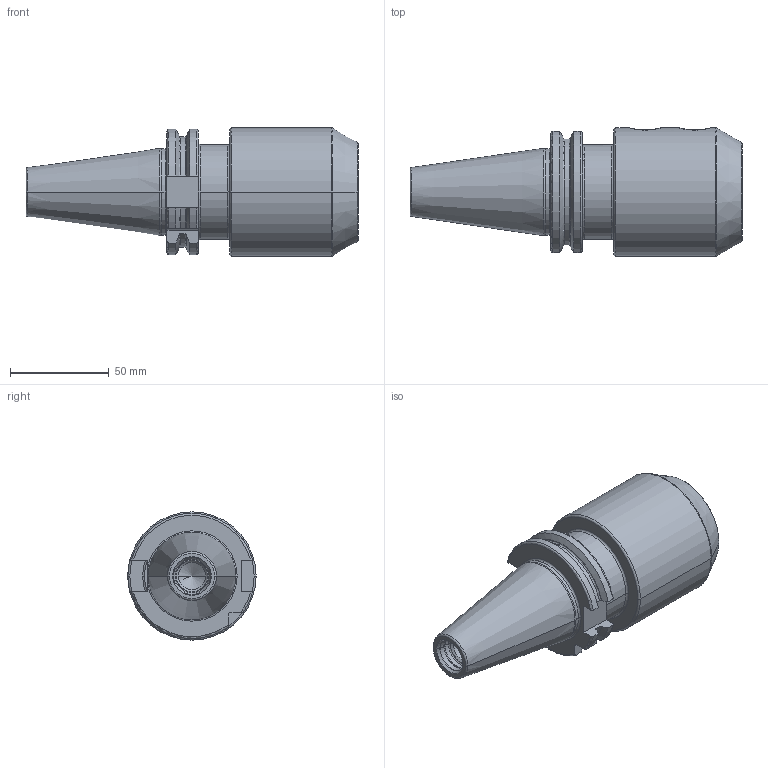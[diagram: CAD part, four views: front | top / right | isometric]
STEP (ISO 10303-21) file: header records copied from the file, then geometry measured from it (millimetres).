
FILE_DESCRIPTION((''),'2;1');
FILE_NAME('40-300-25','2011-08-31T',('mei'),(''),'PRO/ENGINEER BY PARAMETRIC TECHNOLOGY CORPORATION, 2010430','PRO/ENGINEER BY PARAMETRIC TECHNOLOGY CORPORATION, 2010430','');
FILE_SCHEMA(('CONFIG_CONTROL_DESIGN'));
Length unit declared in the file: millimetre
Products named in the file (1): 40-300-25
Bounding box: 168.25 x 65 x 65 mm (x, y, z)
Volume: 302807.6 mm3; surface area: 45629.4 mm2
Topology: 1 solids, 4 shells, 111 faces, 285 edges, 175 vertices
Faces by surface type: cylinder 34, torus 33, plane 24, cone 20
Entity records: 3924 total; most frequent: CARTESIAN_POINT 1207, DIRECTION 576, ORIENTED_EDGE 554, EDGE_CURVE 283, AXIS2_PLACEMENT_3D 238, VERTEX_POINT 175, CIRCLE 126, EDGE_LOOP 116
